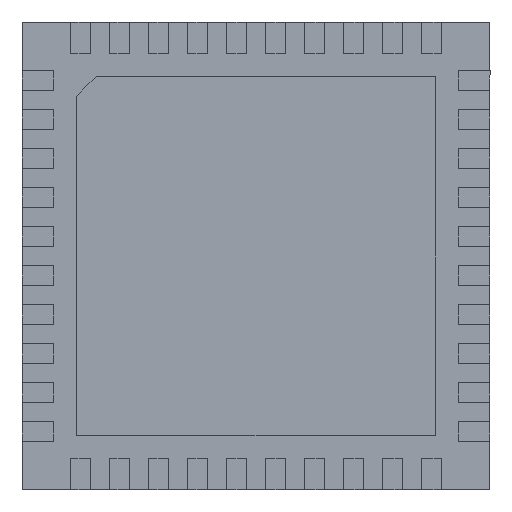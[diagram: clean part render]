
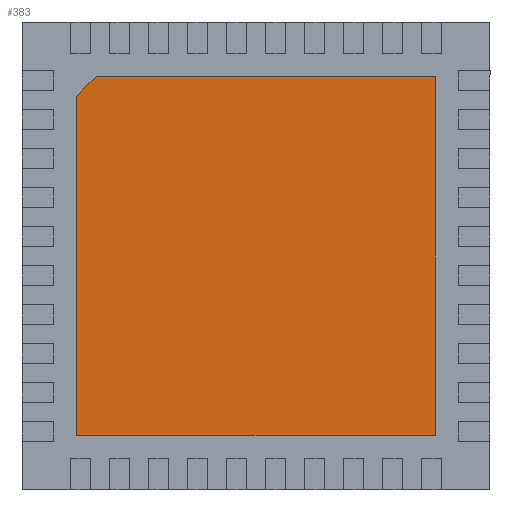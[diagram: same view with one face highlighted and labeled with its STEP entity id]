
A CAD part, front view. The second image highlights one B-rep face of the part: STEP entity #383.
In plain terms, the highlighted planar face has unit normal (0, -1, 0).
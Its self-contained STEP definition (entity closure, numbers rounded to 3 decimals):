
#383 = ADVANCED_FACE ( 'NONE', ( #8022 ), #14211, .F. ) ;
#489 = CARTESIAN_POINT ( 'NONE',  ( -2.3, -0.001, 2.05 ) ) ;
#1316 = CARTESIAN_POINT ( 'NONE',  ( -2.3, -0.001, -2.3 ) ) ;
#1753 = ORIENTED_EDGE ( 'NONE', *, *, #22514, .T. ) ;
#1874 = EDGE_CURVE ( 'NONE', #6486, #22329, #3589, .T. ) ;
#2489 = LINE ( 'NONE', #8428, #22094 ) ;
#2532 = CARTESIAN_POINT ( 'NONE',  ( -2.3, -0.001, -2.3 ) ) ;
#2896 = VECTOR ( 'NONE', #13790, 1000. ) ;
#2917 = ORIENTED_EDGE ( 'NONE', *, *, #13245, .T. ) ;
#2953 = VECTOR ( 'NONE', #25498, 1000. ) ;
#3098 = CARTESIAN_POINT ( 'NONE',  ( 2.3, -0.001, 2.3 ) ) ;
#3589 = LINE ( 'NONE', #9254, #2953 ) ;
#5715 = ORIENTED_EDGE ( 'NONE', *, *, #1874, .T. ) ;
#6177 = CARTESIAN_POINT ( 'NONE',  ( 2.3, -0.001, 2.3 ) ) ;
#6486 = VERTEX_POINT ( 'NONE', #2532 ) ;
#8022 = FACE_OUTER_BOUND ( 'NONE', #15218, .T. ) ;
#8428 = CARTESIAN_POINT ( 'NONE',  ( -2.3, -0.001, 2.05 ) ) ;
#8452 = VECTOR ( 'NONE', #17640, 1000. ) ;
#9254 = CARTESIAN_POINT ( 'NONE',  ( -2.3, -0.001, -2.3 ) ) ;
#10347 = LINE ( 'NONE', #1316, #8452 ) ;
#10473 = EDGE_CURVE ( 'NONE', #22329, #26040, #16143, .T. ) ;
#12164 = DIRECTION ( 'NONE',  ( 0., 1., 0. ) ) ;
#12462 = VERTEX_POINT ( 'NONE', #489 ) ;
#13245 = EDGE_CURVE ( 'NONE', #24903, #12462, #2489, .T. ) ;
#13790 = DIRECTION ( 'NONE',  ( -1., 0., 0. ) ) ;
#14048 = CARTESIAN_POINT ( 'NONE',  ( -2.05, -0.001, 2.3 ) ) ;
#14108 = EDGE_CURVE ( 'NONE', #12462, #6486, #10347, .T. ) ;
#14211 = PLANE ( 'NONE',  #16881 ) ;
#14688 = CARTESIAN_POINT ( 'NONE',  ( 2.3, -0.001, -2.3 ) ) ;
#15200 = CARTESIAN_POINT ( 'NONE',  ( 2.3, -0.001, -2.3 ) ) ;
#15218 = EDGE_LOOP ( 'NONE', ( #25409, #1753, #2917, #20646, #5715 ) ) ;
#16143 = LINE ( 'NONE', #14688, #22788 ) ;
#16881 = AXIS2_PLACEMENT_3D ( 'NONE', #6177, #12164, #22420 ) ;
#17640 = DIRECTION ( 'NONE',  ( 0., 0., -1. ) ) ;
#18037 = LINE ( 'NONE', #14048, #2896 ) ;
#20646 = ORIENTED_EDGE ( 'NONE', *, *, #14108, .T. ) ;
#20790 = DIRECTION ( 'NONE',  ( 0., 0., 1. ) ) ;
#22094 = VECTOR ( 'NONE', #22645, 1000. ) ;
#22329 = VERTEX_POINT ( 'NONE', #15200 ) ;
#22420 = DIRECTION ( 'NONE',  ( 0., 0., 1. ) ) ;
#22514 = EDGE_CURVE ( 'NONE', #26040, #24903, #18037, .T. ) ;
#22645 = DIRECTION ( 'NONE',  ( -0.707, 0., -0.707 ) ) ;
#22788 = VECTOR ( 'NONE', #20790, 1000. ) ;
#24903 = VERTEX_POINT ( 'NONE', #25660 ) ;
#25409 = ORIENTED_EDGE ( 'NONE', *, *, #10473, .T. ) ;
#25498 = DIRECTION ( 'NONE',  ( 1., 0., 0. ) ) ;
#25660 = CARTESIAN_POINT ( 'NONE',  ( -2.05, -0.001, 2.3 ) ) ;
#26040 = VERTEX_POINT ( 'NONE', #3098 ) ;
